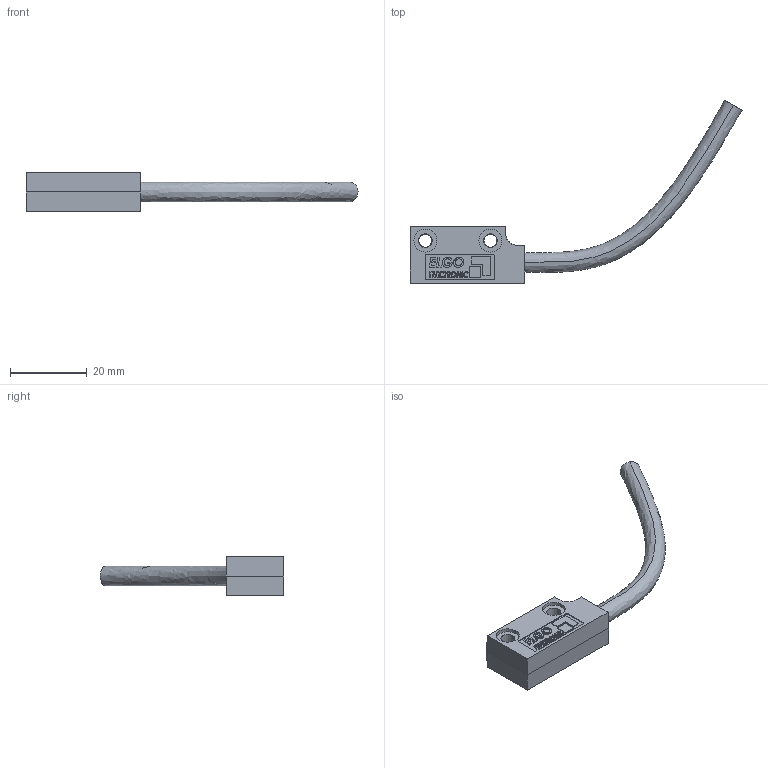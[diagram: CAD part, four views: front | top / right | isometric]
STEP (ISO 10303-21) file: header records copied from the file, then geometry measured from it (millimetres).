
FILE_DESCRIPTION (( 'STEP AP214' ), '1' );
FILE_NAME ('LMIX_1.STEP', '2014-02-25T12:50:51', ( ' ' ), ( ' ' ), 'SwSTEP 2.0', 'SolidWorks 2009', '' );
FILE_SCHEMA (( 'AUTOMOTIVE_DESIGN' ));
Length unit declared in the file: millimetre
Products named in the file (3): LMIX_1-1; Teil3; LMIX_1
Assembly tree (2 placements, depth 2):
  LMIX_1
    LMIX_1-1
    Teil3
Bounding box: 86.65 x 47.8 x 10 mm (x, y, z)
Volume: 6582.2 mm3; surface area: 3972.2 mm2
Topology: 2 solids, 2 shells, 408 faces, 1064 edges, 705 vertices
Faces by surface type: plane 275, bspline 100, cylinder 23, cone 10
Entity records: 18584 total; most frequent: CARTESIAN_POINT 8944, ORIENTED_EDGE 2128, DIRECTION 1542, EDGE_CURVE 1064, VECTOR 800, LINE 800, VERTEX_POINT 705, EDGE_LOOP 457
